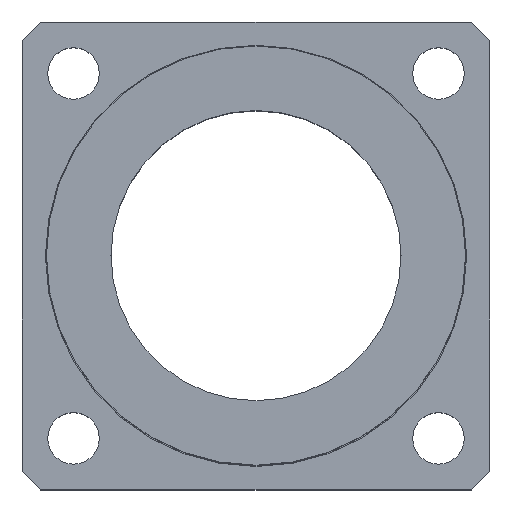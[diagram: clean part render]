
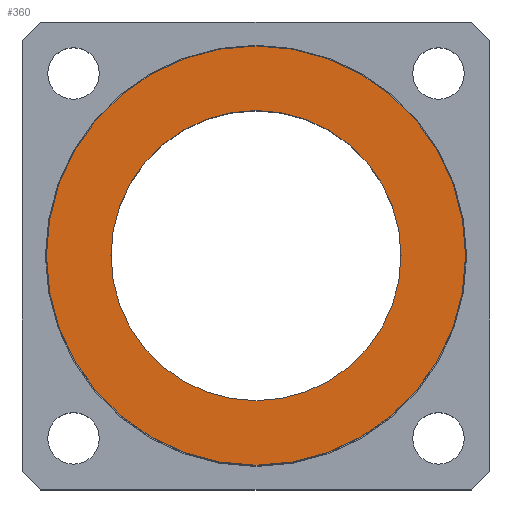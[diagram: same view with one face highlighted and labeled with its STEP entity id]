
A CAD part, top view. The second image highlights one B-rep face of the part: STEP entity #360.
In plain terms, the highlighted planar face has unit normal (0, 0, 1).
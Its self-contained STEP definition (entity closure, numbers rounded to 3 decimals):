
#5 = ORIENTED_EDGE ( 'NONE', *, *, #459, .F. ) ;
#7 = DIRECTION ( 'NONE',  ( 0., 0., 1. ) ) ;
#49 = VERTEX_POINT ( 'NONE', #829 ) ;
#117 = EDGE_LOOP ( 'NONE', ( #332, #205 ) ) ;
#129 = VERTEX_POINT ( 'NONE', #416 ) ;
#190 = CARTESIAN_POINT ( 'NONE',  ( 0., 0., 29.5 ) ) ;
#193 = CARTESIAN_POINT ( 'NONE',  ( 0., 0., 29.5 ) ) ;
#205 = ORIENTED_EDGE ( 'NONE', *, *, #514, .T. ) ;
#207 = DIRECTION ( 'NONE',  ( 0., 0., 1. ) ) ;
#211 = CARTESIAN_POINT ( 'NONE',  ( 0., 0., 29.5 ) ) ;
#258 = AXIS2_PLACEMENT_3D ( 'NONE', #190, #338, #469 ) ;
#313 = DIRECTION ( 'NONE',  ( 1., 0., 0. ) ) ;
#315 = FACE_BOUND ( 'NONE', #484, .T. ) ;
#318 = AXIS2_PLACEMENT_3D ( 'NONE', #623, #694, #904 ) ;
#332 = ORIENTED_EDGE ( 'NONE', *, *, #542, .T. ) ;
#338 = DIRECTION ( 'NONE',  ( 0., 0., 1. ) ) ;
#357 = CIRCLE ( 'NONE', #318, 31. ) ;
#360 = ADVANCED_FACE ( 'NONE', ( #315, #447 ), #663, .T. ) ;
#372 = AXIS2_PLACEMENT_3D ( 'NONE', #211, #207, #696 ) ;
#416 = CARTESIAN_POINT ( 'NONE',  ( -31., 0., 29.5 ) ) ;
#436 = EDGE_CURVE ( 'NONE', #129, #49, #853, .T. ) ;
#447 = FACE_OUTER_BOUND ( 'NONE', #117, .T. ) ;
#448 = AXIS2_PLACEMENT_3D ( 'NONE', #605, #7, #313 ) ;
#455 = CARTESIAN_POINT ( 'NONE',  ( 44.8, 0., 29.5 ) ) ;
#459 = EDGE_CURVE ( 'NONE', #49, #129, #357, .T. ) ;
#469 = DIRECTION ( 'NONE',  ( 1., 0., 0. ) ) ;
#473 = DIRECTION ( 'NONE',  ( 0., 0., 1. ) ) ;
#484 = EDGE_LOOP ( 'NONE', ( #5, #711 ) ) ;
#514 = EDGE_CURVE ( 'NONE', #925, #897, #793, .T. ) ;
#542 = EDGE_CURVE ( 'NONE', #897, #925, #607, .T. ) ;
#581 = AXIS2_PLACEMENT_3D ( 'NONE', #193, #473, #767 ) ;
#605 = CARTESIAN_POINT ( 'NONE',  ( 0., 0., 29.5 ) ) ;
#607 = CIRCLE ( 'NONE', #372, 44.8 ) ;
#623 = CARTESIAN_POINT ( 'NONE',  ( 0., 0., 29.5 ) ) ;
#663 = PLANE ( 'NONE',  #448 ) ;
#694 = DIRECTION ( 'NONE',  ( 0., 0., 1. ) ) ;
#696 = DIRECTION ( 'NONE',  ( 1., 0., 0. ) ) ;
#711 = ORIENTED_EDGE ( 'NONE', *, *, #436, .F. ) ;
#713 = CARTESIAN_POINT ( 'NONE',  ( -44.8, 0., 29.5 ) ) ;
#767 = DIRECTION ( 'NONE',  ( 1., 0., 0. ) ) ;
#793 = CIRCLE ( 'NONE', #258, 44.8 ) ;
#829 = CARTESIAN_POINT ( 'NONE',  ( 31., 0., 29.5 ) ) ;
#853 = CIRCLE ( 'NONE', #581, 31. ) ;
#897 = VERTEX_POINT ( 'NONE', #455 ) ;
#904 = DIRECTION ( 'NONE',  ( 1., 0., 0. ) ) ;
#925 = VERTEX_POINT ( 'NONE', #713 ) ;
